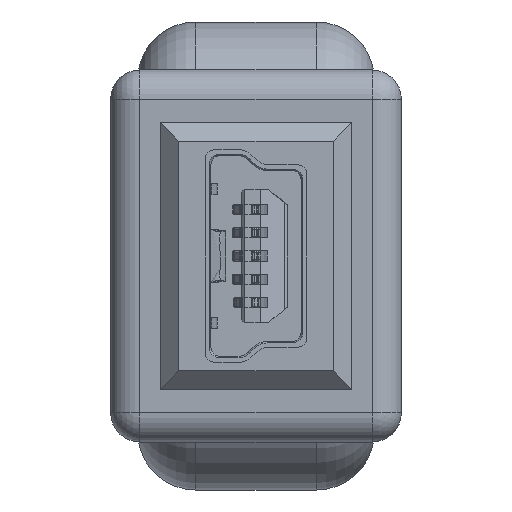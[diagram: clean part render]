
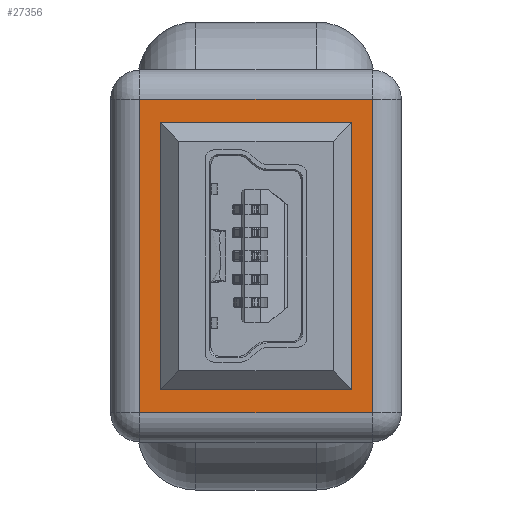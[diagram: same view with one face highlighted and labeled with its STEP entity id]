
A CAD part, left-side view. The second image highlights one B-rep face of the part: STEP entity #27356.
In plain terms, the highlighted face is planar.
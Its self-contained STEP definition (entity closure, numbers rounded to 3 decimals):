
#247 = VECTOR ( 'NONE', #35279, 1000. ) ;
#396 = DIRECTION ( 'NONE',  ( -1., 0., 0. ) ) ;
#1457 = LINE ( 'NONE', #37696, #18522 ) ;
#1733 = DIRECTION ( 'NONE',  ( 1., 0., 0. ) ) ;
#2464 = VERTEX_POINT ( 'NONE', #38850 ) ;
#3457 = ORIENTED_EDGE ( 'NONE', *, *, #12989, .T. ) ;
#4521 = ORIENTED_EDGE ( 'NONE', *, *, #26228, .F. ) ;
#4674 = CARTESIAN_POINT ( 'NONE',  ( 1., 9., 0. ) ) ;
#5464 = CARTESIAN_POINT ( 'NONE',  ( 1., 9., 0. ) ) ;
#5817 = ORIENTED_EDGE ( 'NONE', *, *, #31246, .T. ) ;
#6302 = CARTESIAN_POINT ( 'NONE',  ( 0., 0., 0. ) ) ;
#6587 = LINE ( 'NONE', #31963, #22099 ) ;
#7888 = CARTESIAN_POINT ( 'NONE',  ( 10.183, 2.926, 0. ) ) ;
#7995 = EDGE_CURVE ( 'NONE', #32751, #12867, #1457, .T. ) ;
#8833 = VECTOR ( 'NONE', #17656, 1000. ) ;
#10512 = ORIENTED_EDGE ( 'NONE', *, *, #16625, .F. ) ;
#10595 = VECTOR ( 'NONE', #11136, 1000. ) ;
#10732 = VERTEX_POINT ( 'NONE', #37376 ) ;
#11136 = DIRECTION ( 'NONE',  ( 0., -1., 0. ) ) ;
#12301 = LINE ( 'NONE', #15801, #247 ) ;
#12611 = EDGE_LOOP ( 'NONE', ( #10512, #34541, #4521, #38567 ) ) ;
#12867 = VERTEX_POINT ( 'NONE', #32727 ) ;
#12989 = EDGE_CURVE ( 'NONE', #15603, #10732, #19356, .T. ) ;
#14757 = CARTESIAN_POINT ( 'NONE',  ( 11.8, 1., 0. ) ) ;
#14785 = VECTOR ( 'NONE', #34055, 1000. ) ;
#15271 = DIRECTION ( 'NONE',  ( 0., 0., -1. ) ) ;
#15562 = VECTOR ( 'NONE', #1733, 1000. ) ;
#15603 = VERTEX_POINT ( 'NONE', #14757 ) ;
#15730 = FACE_OUTER_BOUND ( 'NONE', #32248, .T. ) ;
#15801 = CARTESIAN_POINT ( 'NONE',  ( 2.617, 6.914, 0. ) ) ;
#15839 = VECTOR ( 'NONE', #396, 1000. ) ;
#16625 = EDGE_CURVE ( 'NONE', #12867, #18832, #36142, .T. ) ;
#17656 = DIRECTION ( 'NONE',  ( -1., 0., 0. ) ) ;
#18522 = VECTOR ( 'NONE', #18525, 1000. ) ;
#18525 = DIRECTION ( 'NONE',  ( 1., 0., 0. ) ) ;
#18778 = DIRECTION ( 'NONE',  ( -1., 0., 0. ) ) ;
#18832 = VERTEX_POINT ( 'NONE', #7888 ) ;
#18869 = LINE ( 'NONE', #35588, #15839 ) ;
#19356 = LINE ( 'NONE', #33300, #8833 ) ;
#20241 = FACE_BOUND ( 'NONE', #12611, .T. ) ;
#20475 = CARTESIAN_POINT ( 'NONE',  ( 11.8, 9., 0. ) ) ;
#22099 = VECTOR ( 'NONE', #25401, 1000. ) ;
#22211 = VERTEX_POINT ( 'NONE', #29312 ) ;
#25401 = DIRECTION ( 'NONE',  ( 0., -1., 0. ) ) ;
#25485 = EDGE_CURVE ( 'NONE', #10732, #32566, #26775, .T. ) ;
#26228 = EDGE_CURVE ( 'NONE', #2464, #32751, #12301, .T. ) ;
#26775 = LINE ( 'NONE', #4674, #14785 ) ;
#27356 = ADVANCED_FACE ( 'NONE', ( #20241, #15730 ), #38083, .T. ) ;
#29312 = CARTESIAN_POINT ( 'NONE',  ( 11.8, 9., 0. ) ) ;
#31246 = EDGE_CURVE ( 'NONE', #32566, #22211, #32559, .T. ) ;
#31963 = CARTESIAN_POINT ( 'NONE',  ( 11.8, 1., 0. ) ) ;
#32248 = EDGE_LOOP ( 'NONE', ( #35532, #5817, #33076, #3457 ) ) ;
#32286 = CARTESIAN_POINT ( 'NONE',  ( 2.617, 6.914, 0. ) ) ;
#32559 = LINE ( 'NONE', #20475, #15562 ) ;
#32566 = VERTEX_POINT ( 'NONE', #5464 ) ;
#32727 = CARTESIAN_POINT ( 'NONE',  ( 10.183, 6.914, 0. ) ) ;
#32751 = VERTEX_POINT ( 'NONE', #32286 ) ;
#33076 = ORIENTED_EDGE ( 'NONE', *, *, #35159, .T. ) ;
#33300 = CARTESIAN_POINT ( 'NONE',  ( 1., 1., 0. ) ) ;
#34055 = DIRECTION ( 'NONE',  ( 0., 1., 0. ) ) ;
#34287 = EDGE_CURVE ( 'NONE', #18832, #2464, #18869, .T. ) ;
#34488 = AXIS2_PLACEMENT_3D ( 'NONE', #6302, #15271, #18778 ) ;
#34541 = ORIENTED_EDGE ( 'NONE', *, *, #7995, .F. ) ;
#35159 = EDGE_CURVE ( 'NONE', #22211, #15603, #6587, .T. ) ;
#35279 = DIRECTION ( 'NONE',  ( 0., 1., 0. ) ) ;
#35532 = ORIENTED_EDGE ( 'NONE', *, *, #25485, .T. ) ;
#35588 = CARTESIAN_POINT ( 'NONE',  ( 10.183, 2.926, 0. ) ) ;
#36142 = LINE ( 'NONE', #36766, #10595 ) ;
#36766 = CARTESIAN_POINT ( 'NONE',  ( 10.183, 6.914, 0. ) ) ;
#37376 = CARTESIAN_POINT ( 'NONE',  ( 1., 1., 0. ) ) ;
#37696 = CARTESIAN_POINT ( 'NONE',  ( 10.183, 6.914, 0. ) ) ;
#38083 = PLANE ( 'NONE',  #34488 ) ;
#38567 = ORIENTED_EDGE ( 'NONE', *, *, #34287, .F. ) ;
#38850 = CARTESIAN_POINT ( 'NONE',  ( 2.617, 2.926, 0. ) ) ;
